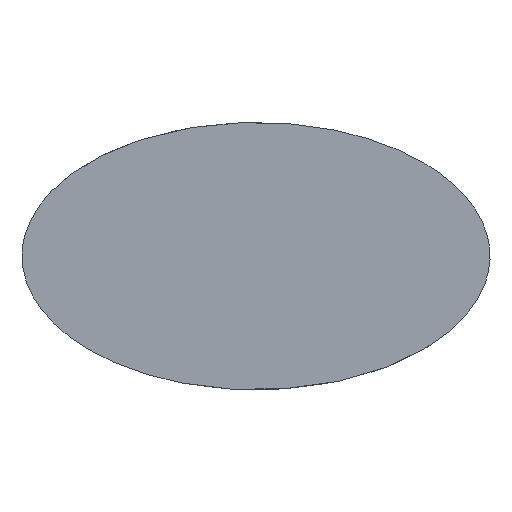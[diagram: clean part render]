
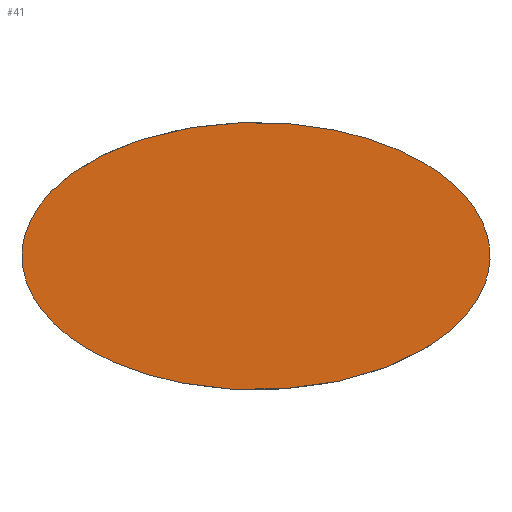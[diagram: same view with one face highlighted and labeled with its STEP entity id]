
A CAD part, top view. The second image highlights one B-rep face of the part: STEP entity #41.
In plain terms, the highlighted planar face has unit normal (0, 0, 1).
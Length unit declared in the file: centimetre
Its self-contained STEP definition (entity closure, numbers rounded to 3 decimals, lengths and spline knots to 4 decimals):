
#41=ADVANCED_FACE('',(#68),#360,.T.);
#68=FACE_OUTER_BOUND('',#95,.T.);
#95=EDGE_LOOP('',(#126));
#126=ORIENTED_EDGE('',*,*,#228,.T.);
#228=EDGE_CURVE('',#325,#325,#281,.T.);
#281=(
BOUNDED_CURVE()
B_SPLINE_CURVE(2,(#1362,#1363,#1364,#1365,#1366,#1367,#1368,#1369,#1370),
 .UNSPECIFIED.,.T.,.F.)
B_SPLINE_CURVE_WITH_KNOTS((3,2,2,2,3),(-6.2832,-4.7124,
-3.1416,-1.5708,0.),.UNSPECIFIED.)
CURVE()
GEOMETRIC_REPRESENTATION_ITEM()
RATIONAL_B_SPLINE_CURVE((1.,0.707,1.,0.707,1.,0.707,
1.,0.707,1.))
REPRESENTATION_ITEM('')
);
#325=VERTEX_POINT('',#1357);
#360=PLANE('',#426);
#426=AXIS2_PLACEMENT_3D('',#482,#445,$);
#445=DIRECTION('',(0.,0.,1.));
#482=CARTESIAN_POINT('',(163.7918,78.5565,72.));
#1357=CARTESIAN_POINT('',(-72.4582,3.5566,72.));
#1362=CARTESIAN_POINT('',(-72.4582,3.5566,72.));
#1363=CARTESIAN_POINT('',(-72.4582,-56.4434,72.));
#1364=CARTESIAN_POINT('',(32.5418,-56.4434,72.));
#1365=CARTESIAN_POINT('',(137.5418,-56.4434,72.));
#1366=CARTESIAN_POINT('',(137.5418,3.5566,72.));
#1367=CARTESIAN_POINT('',(137.5418,63.5565,72.));
#1368=CARTESIAN_POINT('',(32.5418,63.5565,72.));
#1369=CARTESIAN_POINT('',(-72.4582,63.5565,72.));
#1370=CARTESIAN_POINT('',(-72.4582,3.5566,72.));
